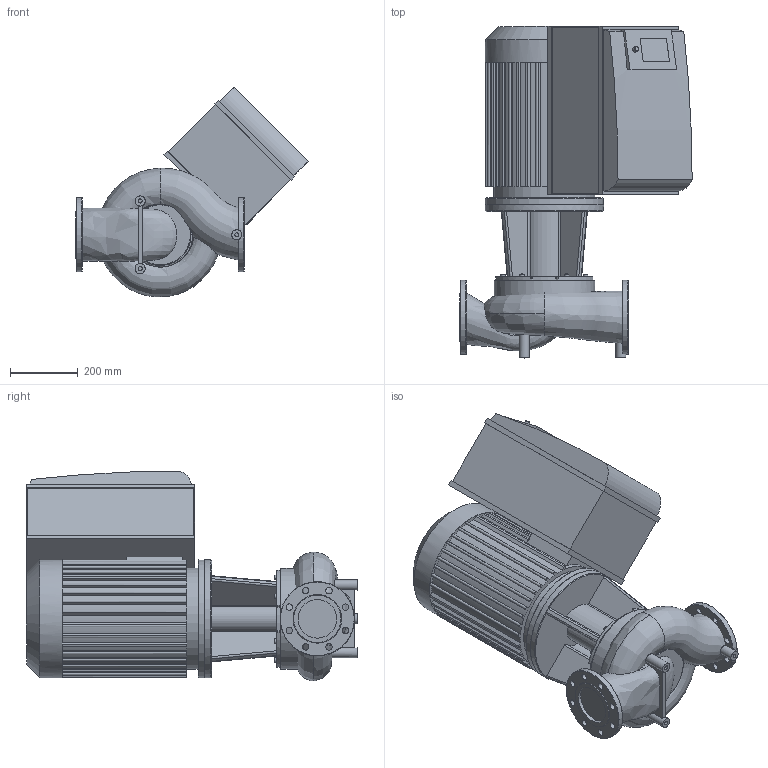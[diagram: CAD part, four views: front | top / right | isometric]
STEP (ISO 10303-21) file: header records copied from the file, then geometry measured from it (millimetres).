
FILE_DESCRIPTION(/* description */ (''),/* implementation_level */ '2;1');
FILE_NAME(/* name */ '3d_IL-E100_165-22_2-R1-2153751.stp',/* time_stamp */ '2016-12-22T07:46:56+01:00',/* author */ ('Andrzej'),/* organization */ (''),/* preprocessor_version */ 'ST-DEVELOPER v15.5',/* originating_system */ 'AutoCAD Mechanical',/* authorisation */ '');
FILE_SCHEMA (('AUTOMOTIVE_DESIGN { 1 0 10303 214 3 1 1 }'));
Length unit declared in the file: millimetre
Products named in the file (1): Product
Bounding box: 686.99 x 981.55 x 620.88 mm (x, y, z)
Volume: 117417812.7 mm3; surface area: 3132944.3 mm2
Topology: 12 solids, 12 shells, 666 faces, 1678 edges, 1075 vertices
Faces by surface type: plane 429, cylinder 165, bspline 45, torus 20, cone 7
Full cylindrical faces by diameter (mm): 10 x2, 12 x3, 13 x8, 14 x4, 15 x1, 18 x1, 19 x16, 20 x1, 22 x1, 25 x1, 30 x3, 80 x1, 114.3 x2, 220 x2, 298 x1, 300 x1, 350 x3
Entity records: 27399 total; most frequent: CARTESIAN_POINT 11631, DIRECTION 3211, ORIENTED_EDGE 3180, EDGE_CURVE 1590, AXIS2_PLACEMENT_3D 1133, VERTEX_POINT 1061, LINE 945, VECTOR 945
